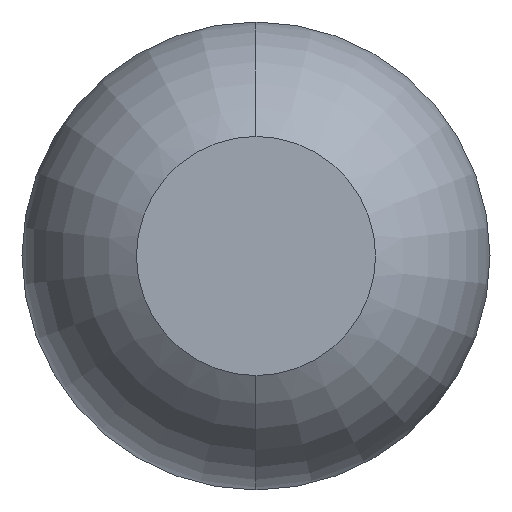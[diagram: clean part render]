
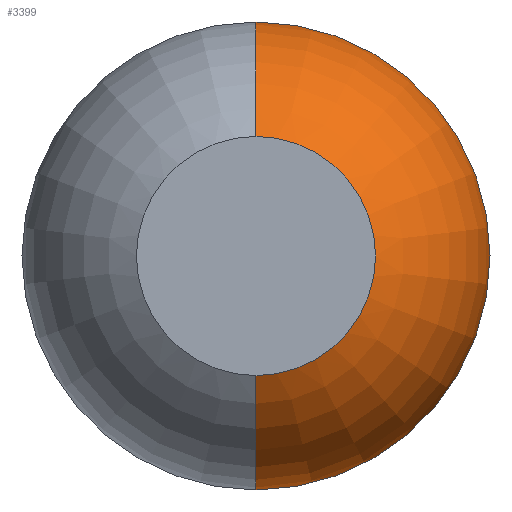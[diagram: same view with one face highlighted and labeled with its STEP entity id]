
A CAD part, front view. The second image highlights one B-rep face of the part: STEP entity #3399.
In plain terms, the highlighted toroidal (fillet/blend) face has major radius 0.035 mm and minor radius 0.65 mm.
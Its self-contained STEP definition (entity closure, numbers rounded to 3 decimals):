
#1 = VERTEX_POINT ( 'NONE', #2423 ) ;
#82 = EDGE_CURVE ( 'NONE', #1591, #2684, #700, .T. ) ;
#215 = CARTESIAN_POINT ( 'NONE',  ( 0., -25., 0.35 ) ) ;
#245 = CARTESIAN_POINT ( 'NONE',  ( 0., -24.431, 0. ) ) ;
#281 = DIRECTION ( 'NONE',  ( 0., 0., -1. ) ) ;
#362 = AXIS2_PLACEMENT_3D ( 'NONE', #1167, #420, #3065 ) ;
#420 = DIRECTION ( 'NONE',  ( 0., -1., 0. ) ) ;
#446 = EDGE_CURVE ( 'NONE', #1785, #1, #4860, .T. ) ;
#451 = DIRECTION ( 'NONE',  ( -1., 0., 0. ) ) ;
#557 = TOROIDAL_SURFACE ( 'NONE', #362, 0.035, 0.65 ) ;
#700 = CIRCLE ( 'NONE', #2006, 0.65 ) ;
#810 = CARTESIAN_POINT ( 'NONE',  ( 0., -25., 0. ) ) ;
#907 = CARTESIAN_POINT ( 'NONE',  ( 0., -24.431, 0.685 ) ) ;
#951 = ORIENTED_EDGE ( 'NONE', *, *, #446, .F. ) ;
#1167 = CARTESIAN_POINT ( 'NONE',  ( 0., -24.431, 0. ) ) ;
#1193 = DIRECTION ( 'NONE',  ( 0., 0., -1. ) ) ;
#1347 = EDGE_LOOP ( 'NONE', ( #2243, #3838, #1998, #951 ) ) ;
#1432 = EDGE_CURVE ( 'Defeature ausgef�hrt1_38+Defeature ausgef�hrt1_35+Defeature ausgef�hrt1_35+Defeature ausgef�hrt1_35', #1, #2684, #1754, .T. ) ;
#1591 = VERTEX_POINT ( 'NONE', #907 ) ;
#1754 = CIRCLE ( 'NONE', #2990, 0.35 ) ;
#1785 = VERTEX_POINT ( 'NONE', #4550 ) ;
#1803 = CARTESIAN_POINT ( 'NONE',  ( 0., -24.431, 0.035 ) ) ;
#1918 = DIRECTION ( 'NONE',  ( 0., -1., 0. ) ) ;
#1998 = ORIENTED_EDGE ( 'NONE', *, *, #1432, .F. ) ;
#2006 = AXIS2_PLACEMENT_3D ( 'NONE', #1803, #4769, #281 ) ;
#2243 = ORIENTED_EDGE ( 'NONE', *, *, #3009, .T. ) ;
#2296 = AXIS2_PLACEMENT_3D ( 'NONE', #2744, #451, #3117 ) ;
#2423 = CARTESIAN_POINT ( 'NONE',  ( 0., -25., -0.35 ) ) ;
#2684 = VERTEX_POINT ( 'NONE', #215 ) ;
#2744 = CARTESIAN_POINT ( 'NONE',  ( 0., -24.431, -0.035 ) ) ;
#2990 = AXIS2_PLACEMENT_3D ( 'NONE', #810, #1918, #1193 ) ;
#3009 = EDGE_CURVE ( 'Defeature ausgef�hrt1_35+Defeature ausgef�hrt1_36+Defeature ausgef�hrt1_36+Defeature ausgef�hrt1_36', #1785, #1591, #4299, .T. ) ;
#3065 = DIRECTION ( 'NONE',  ( 0., 0., -1. ) ) ;
#3117 = DIRECTION ( 'NONE',  ( 0., 0., 1. ) ) ;
#3266 = DIRECTION ( 'NONE',  ( 0., -1., 0. ) ) ;
#3348 = AXIS2_PLACEMENT_3D ( 'NONE', #245, #3266, #4042 ) ;
#3399 = ADVANCED_FACE ( 'Defeature ausgef�hrt1_35', ( #4358 ), #557, .T. ) ;
#3838 = ORIENTED_EDGE ( 'NONE', *, *, #82, .T. ) ;
#4042 = DIRECTION ( 'NONE',  ( 0., 0., -1. ) ) ;
#4299 = CIRCLE ( 'NONE', #3348, 0.685 ) ;
#4358 = FACE_OUTER_BOUND ( 'NONE', #1347, .T. ) ;
#4550 = CARTESIAN_POINT ( 'NONE',  ( 0., -24.431, -0.685 ) ) ;
#4769 = DIRECTION ( 'NONE',  ( 1., 0., 0. ) ) ;
#4860 = CIRCLE ( 'NONE', #2296, 0.65 ) ;
